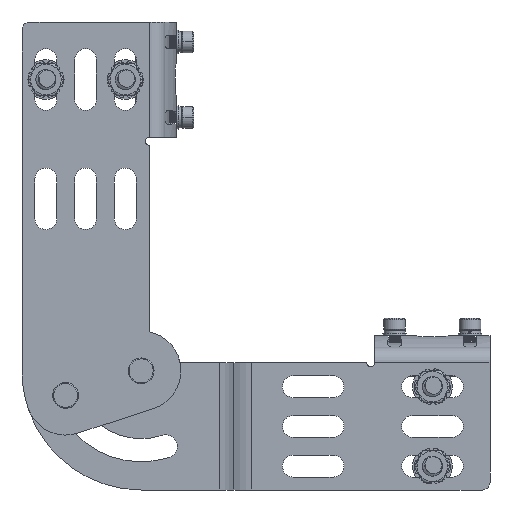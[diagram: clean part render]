
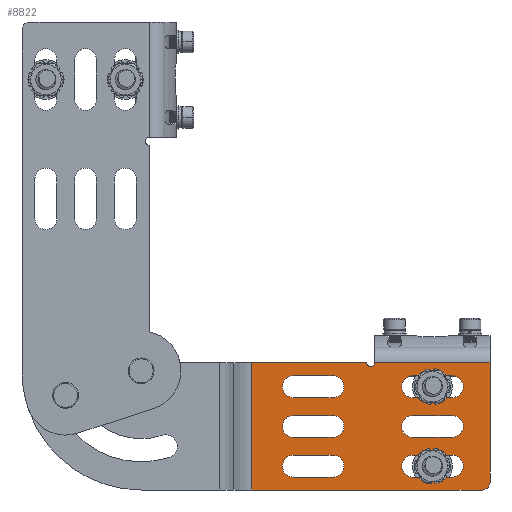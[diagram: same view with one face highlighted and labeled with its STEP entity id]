
A CAD part, front view. The second image highlights one B-rep face of the part: STEP entity #8822.
In plain terms, the highlighted planar face has unit normal (0, -1, 0).
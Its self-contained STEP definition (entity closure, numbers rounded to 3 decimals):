
#7164=DIRECTION('',(0.,0.,1.));
#7165=VECTOR('',#7164,27.);
#7166=CARTESIAN_POINT('',(0.,0.,-12.5));
#7167=LINE('',#7166,#7165);
#7176=DIRECTION('',(0.,0.,-1.));
#7177=VECTOR('',#7176,31.);
#7178=CARTESIAN_POINT('',(0.,0.,45.5));
#7179=LINE('',#7178,#7177);
#7216=DIRECTION('',(0.,0.,-1.));
#7217=VECTOR('',#7216,29.);
#7218=CARTESIAN_POINT('',(32.,0.,45.5));
#7219=LINE('',#7218,#7217);
#7236=DIRECTION('',(-1.,0.,0.));
#7237=VECTOR('',#7236,0.131);
#7238=CARTESIAN_POINT('',(32.131,0.,14.5));
#7239=LINE('',#7238,#7237);
#7276=DIRECTION('',(-1.,0.,0.));
#7277=VECTOR('',#7276,30.131);
#7278=CARTESIAN_POINT('',(32.131,0.,-14.5));
#7279=LINE('',#7278,#7277);
#7284=CARTESIAN_POINT('',(2.,0.,-12.5));
#7285=DIRECTION('',(0.,-1.,0.));
#7286=DIRECTION('',(-1.,0.,0.));
#7287=AXIS2_PLACEMENT_3D('',#7284,#7285,#7286);
#7289=DIRECTION('',(1.,0.,0.));
#7290=VECTOR('',#7289,32.);
#7291=CARTESIAN_POINT('',(0.,0.,45.5));
#7292=LINE('',#7291,#7290);
#7293=CARTESIAN_POINT('',(32.,0.,15.5));
#7294=DIRECTION('',(0.,1.,0.));
#7295=DIRECTION('',(0.,0.,-1.));
#7296=AXIS2_PLACEMENT_3D('',#7293,#7294,#7295);
#7298=DIRECTION('',(0.,0.,1.));
#7299=VECTOR('',#7298,29.);
#7300=CARTESIAN_POINT('',(32.131,0.,-14.5));
#7301=LINE('',#7300,#7299);
#7302=DIRECTION('',(0.,0.,-1.));
#7303=VECTOR('',#7302,10.);
#7304=CARTESIAN_POINT('',(3.25,0.,5.));
#7305=LINE('',#7304,#7303);
#7306=CARTESIAN_POINT('',(6.,0.,-5.));
#7307=DIRECTION('',(0.,1.,0.));
#7308=DIRECTION('',(1.,0.,0.));
#7309=AXIS2_PLACEMENT_3D('',#7306,#7307,#7308);
#7311=DIRECTION('',(0.,0.,1.));
#7312=VECTOR('',#7311,10.);
#7313=CARTESIAN_POINT('',(8.75,0.,-5.));
#7314=LINE('',#7313,#7312);
#7315=CARTESIAN_POINT('',(6.,0.,5.));
#7316=DIRECTION('',(0.,1.,0.));
#7317=DIRECTION('',(-1.,0.,0.));
#7318=AXIS2_PLACEMENT_3D('',#7315,#7316,#7317);
#7320=DIRECTION('',(0.,0.,-1.));
#7321=VECTOR('',#7320,10.);
#7322=CARTESIAN_POINT('',(13.25,0.,5.));
#7323=LINE('',#7322,#7321);
#7324=CARTESIAN_POINT('',(16.,0.,-5.));
#7325=DIRECTION('',(0.,1.,0.));
#7326=DIRECTION('',(1.,0.,0.));
#7327=AXIS2_PLACEMENT_3D('',#7324,#7325,#7326);
#7329=DIRECTION('',(0.,0.,1.));
#7330=VECTOR('',#7329,10.);
#7331=CARTESIAN_POINT('',(18.75,0.,-5.));
#7332=LINE('',#7331,#7330);
#7333=CARTESIAN_POINT('',(16.,0.,5.));
#7334=DIRECTION('',(0.,1.,0.));
#7335=DIRECTION('',(-1.,0.,0.));
#7336=AXIS2_PLACEMENT_3D('',#7333,#7334,#7335);
#7338=DIRECTION('',(0.,0.,-1.));
#7339=VECTOR('',#7338,10.);
#7340=CARTESIAN_POINT('',(23.25,0.,5.));
#7341=LINE('',#7340,#7339);
#7342=CARTESIAN_POINT('',(26.,0.,-5.));
#7343=DIRECTION('',(0.,1.,0.));
#7344=DIRECTION('',(1.,0.,0.));
#7345=AXIS2_PLACEMENT_3D('',#7342,#7343,#7344);
#7347=DIRECTION('',(0.,0.,1.));
#7348=VECTOR('',#7347,10.);
#7349=CARTESIAN_POINT('',(28.75,0.,-5.));
#7350=LINE('',#7349,#7348);
#7351=CARTESIAN_POINT('',(26.,0.,5.));
#7352=DIRECTION('',(0.,1.,0.));
#7353=DIRECTION('',(-1.,0.,0.));
#7354=AXIS2_PLACEMENT_3D('',#7351,#7352,#7353);
#7356=DIRECTION('',(0.,0.,-1.));
#7357=VECTOR('',#7356,10.);
#7358=CARTESIAN_POINT('',(3.25,0.,35.));
#7359=LINE('',#7358,#7357);
#7360=CARTESIAN_POINT('',(6.,0.,25.));
#7361=DIRECTION('',(0.,1.,0.));
#7362=DIRECTION('',(1.,0.,0.));
#7363=AXIS2_PLACEMENT_3D('',#7360,#7361,#7362);
#7365=DIRECTION('',(0.,0.,-1.));
#7366=VECTOR('',#7365,10.);
#7367=CARTESIAN_POINT('',(8.75,0.,35.));
#7368=LINE('',#7367,#7366);
#7369=CARTESIAN_POINT('',(6.,0.,35.));
#7370=DIRECTION('',(0.,1.,0.));
#7371=DIRECTION('',(-1.,0.,0.));
#7372=AXIS2_PLACEMENT_3D('',#7369,#7370,#7371);
#7374=DIRECTION('',(0.,0.,-1.));
#7375=VECTOR('',#7374,10.);
#7376=CARTESIAN_POINT('',(13.25,0.,35.));
#7377=LINE('',#7376,#7375);
#7378=CARTESIAN_POINT('',(16.,0.,25.));
#7379=DIRECTION('',(0.,1.,0.));
#7380=DIRECTION('',(1.,0.,0.));
#7381=AXIS2_PLACEMENT_3D('',#7378,#7379,#7380);
#7383=DIRECTION('',(0.,0.,-1.));
#7384=VECTOR('',#7383,10.);
#7385=CARTESIAN_POINT('',(18.75,0.,35.));
#7386=LINE('',#7385,#7384);
#7387=CARTESIAN_POINT('',(16.,0.,35.));
#7388=DIRECTION('',(0.,1.,0.));
#7389=DIRECTION('',(-1.,0.,0.));
#7390=AXIS2_PLACEMENT_3D('',#7387,#7388,#7389);
#7392=DIRECTION('',(0.,0.,-1.));
#7393=VECTOR('',#7392,10.);
#7394=CARTESIAN_POINT('',(23.25,0.,35.));
#7395=LINE('',#7394,#7393);
#7396=CARTESIAN_POINT('',(26.,0.,25.));
#7397=DIRECTION('',(0.,1.,0.));
#7398=DIRECTION('',(1.,0.,0.));
#7399=AXIS2_PLACEMENT_3D('',#7396,#7397,#7398);
#7401=DIRECTION('',(0.,0.,-1.));
#7402=VECTOR('',#7401,10.);
#7403=CARTESIAN_POINT('',(28.75,0.,35.));
#7404=LINE('',#7403,#7402);
#7405=CARTESIAN_POINT('',(26.,0.,35.));
#7406=DIRECTION('',(0.,1.,0.));
#7407=DIRECTION('',(-1.,0.,0.));
#7408=AXIS2_PLACEMENT_3D('',#7405,#7406,#7407);
#8220=CARTESIAN_POINT('',(32.131,0.,-14.5));
#8221=VERTEX_POINT('',#8220);
#8226=CARTESIAN_POINT('',(32.131,0.,14.5));
#8227=VERTEX_POINT('',#8226);
#8229=CARTESIAN_POINT('',(0.,0.,14.5));
#8231=VERTEX_POINT('',#8229);
#8256=CARTESIAN_POINT('',(3.25,0.,5.));
#8257=CARTESIAN_POINT('',(3.25,0.,-5.));
#8258=VERTEX_POINT('',#8256);
#8259=VERTEX_POINT('',#8257);
#8260=CARTESIAN_POINT('',(8.75,0.,-5.));
#8261=VERTEX_POINT('',#8260);
#8262=CARTESIAN_POINT('',(8.75,0.,5.));
#8263=VERTEX_POINT('',#8262);
#8272=CARTESIAN_POINT('',(13.25,0.,5.));
#8273=CARTESIAN_POINT('',(13.25,0.,-5.));
#8274=VERTEX_POINT('',#8272);
#8275=VERTEX_POINT('',#8273);
#8276=CARTESIAN_POINT('',(18.75,0.,-5.));
#8277=VERTEX_POINT('',#8276);
#8278=CARTESIAN_POINT('',(18.75,0.,5.));
#8279=VERTEX_POINT('',#8278);
#8288=CARTESIAN_POINT('',(23.25,0.,5.));
#8289=CARTESIAN_POINT('',(23.25,0.,-5.));
#8290=VERTEX_POINT('',#8288);
#8291=VERTEX_POINT('',#8289);
#8292=CARTESIAN_POINT('',(28.75,0.,-5.));
#8293=VERTEX_POINT('',#8292);
#8294=CARTESIAN_POINT('',(28.75,0.,5.));
#8295=VERTEX_POINT('',#8294);
#8372=CARTESIAN_POINT('',(0.,0.,-12.5));
#8373=VERTEX_POINT('',#8372);
#8374=CARTESIAN_POINT('',(2.,0.,-14.5));
#8375=VERTEX_POINT('',#8374);
#8408=CARTESIAN_POINT('',(3.25,0.,35.));
#8409=CARTESIAN_POINT('',(3.25,0.,25.));
#8410=VERTEX_POINT('',#8408);
#8411=VERTEX_POINT('',#8409);
#8412=CARTESIAN_POINT('',(8.75,0.,25.));
#8413=VERTEX_POINT('',#8412);
#8414=CARTESIAN_POINT('',(8.75,0.,35.));
#8415=VERTEX_POINT('',#8414);
#8424=CARTESIAN_POINT('',(13.25,0.,35.));
#8425=CARTESIAN_POINT('',(13.25,0.,25.));
#8426=VERTEX_POINT('',#8424);
#8427=VERTEX_POINT('',#8425);
#8428=CARTESIAN_POINT('',(18.75,0.,25.));
#8429=VERTEX_POINT('',#8428);
#8430=CARTESIAN_POINT('',(18.75,0.,35.));
#8431=VERTEX_POINT('',#8430);
#8440=CARTESIAN_POINT('',(23.25,0.,35.));
#8441=CARTESIAN_POINT('',(23.25,0.,25.));
#8442=VERTEX_POINT('',#8440);
#8443=VERTEX_POINT('',#8441);
#8444=CARTESIAN_POINT('',(28.75,0.,25.));
#8445=VERTEX_POINT('',#8444);
#8446=CARTESIAN_POINT('',(28.75,0.,35.));
#8447=VERTEX_POINT('',#8446);
#8458=CARTESIAN_POINT('',(0.,0.,45.5));
#8459=VERTEX_POINT('',#8458);
#8462=CARTESIAN_POINT('',(32.,0.,45.5));
#8463=VERTEX_POINT('',#8462);
#8468=CARTESIAN_POINT('',(32.,0.,14.5));
#8469=CARTESIAN_POINT('',(32.,0.,16.5));
#8470=VERTEX_POINT('',#8468);
#8471=VERTEX_POINT('',#8469);
#8744=CARTESIAN_POINT('',(32.131,0.,-14.5));
#8745=DIRECTION('',(0.,1.,0.));
#8746=DIRECTION('',(-1.,0.,0.));
#8747=AXIS2_PLACEMENT_3D('',#8744,#8745,#8746);
#8748=PLANE('',#8747);
#8749=ORIENTED_EDGE('',*,*,#8566,.F.);
#8750=ORIENTED_EDGE('',*,*,#8582,.T.);
#8751=ORIENTED_EDGE('',*,*,#8595,.F.);
#8753=ORIENTED_EDGE('',*,*,#8752,.T.);
#8754=ORIENTED_EDGE('',*,*,#8652,.T.);
#8755=ORIENTED_EDGE('',*,*,#8667,.F.);
#8756=ORIENTED_EDGE('',*,*,#8682,.F.);
#8758=ORIENTED_EDGE('',*,*,#8757,.F.);
#8759=ORIENTED_EDGE('',*,*,#8737,.T.);
#8760=EDGE_LOOP('',(#8749,#8750,#8751,#8753,#8754,#8755,#8756,#8758,#8759));
#8761=FACE_OUTER_BOUND('',#8760,.F.);
#8763=ORIENTED_EDGE('',*,*,#8762,.T.);
#8765=ORIENTED_EDGE('',*,*,#8764,.F.);
#8767=ORIENTED_EDGE('',*,*,#8766,.T.);
#8769=ORIENTED_EDGE('',*,*,#8768,.F.);
#8770=EDGE_LOOP('',(#8763,#8765,#8767,#8769));
#8771=FACE_BOUND('',#8770,.F.);
#8773=ORIENTED_EDGE('',*,*,#8772,.T.);
#8775=ORIENTED_EDGE('',*,*,#8774,.F.);
#8777=ORIENTED_EDGE('',*,*,#8776,.T.);
#8779=ORIENTED_EDGE('',*,*,#8778,.F.);
#8780=EDGE_LOOP('',(#8773,#8775,#8777,#8779));
#8781=FACE_BOUND('',#8780,.F.);
#8783=ORIENTED_EDGE('',*,*,#8782,.T.);
#8785=ORIENTED_EDGE('',*,*,#8784,.F.);
#8787=ORIENTED_EDGE('',*,*,#8786,.T.);
#8789=ORIENTED_EDGE('',*,*,#8788,.F.);
#8790=EDGE_LOOP('',(#8783,#8785,#8787,#8789));
#8791=FACE_BOUND('',#8790,.F.);
#8793=ORIENTED_EDGE('',*,*,#8792,.T.);
#8795=ORIENTED_EDGE('',*,*,#8794,.F.);
#8797=ORIENTED_EDGE('',*,*,#8796,.F.);
#8799=ORIENTED_EDGE('',*,*,#8798,.F.);
#8800=EDGE_LOOP('',(#8793,#8795,#8797,#8799));
#8801=FACE_BOUND('',#8800,.F.);
#8803=ORIENTED_EDGE('',*,*,#8802,.T.);
#8805=ORIENTED_EDGE('',*,*,#8804,.F.);
#8807=ORIENTED_EDGE('',*,*,#8806,.F.);
#8809=ORIENTED_EDGE('',*,*,#8808,.F.);
#8810=EDGE_LOOP('',(#8803,#8805,#8807,#8809));
#8811=FACE_BOUND('',#8810,.F.);
#8813=ORIENTED_EDGE('',*,*,#8812,.T.);
#8815=ORIENTED_EDGE('',*,*,#8814,.F.);
#8817=ORIENTED_EDGE('',*,*,#8816,.F.);
#8819=ORIENTED_EDGE('',*,*,#8818,.F.);
#8820=EDGE_LOOP('',(#8813,#8815,#8817,#8819));
#8821=FACE_BOUND('',#8820,.F.);
#8822=ADVANCED_FACE('',(#8761,#8771,#8781,#8791,#8801,#8811,#8821),#8748,.F.);
#7288=CIRCLE('',#7287,2.);
#7297=CIRCLE('',#7296,1.);
#7310=CIRCLE('',#7309,2.75);
#7319=CIRCLE('',#7318,2.75);
#7328=CIRCLE('',#7327,2.75);
#7337=CIRCLE('',#7336,2.75);
#7346=CIRCLE('',#7345,2.75);
#7355=CIRCLE('',#7354,2.75);
#7364=CIRCLE('',#7363,2.75);
#7373=CIRCLE('',#7372,2.75);
#7382=CIRCLE('',#7381,2.75);
#7391=CIRCLE('',#7390,2.75);
#7400=CIRCLE('',#7399,2.75);
#7409=CIRCLE('',#7408,2.75);
#8566=EDGE_CURVE('',#8373,#8375,#7288,.T.);
#8582=EDGE_CURVE('',#8373,#8231,#7167,.T.);
#8595=EDGE_CURVE('',#8459,#8231,#7179,.T.);
#8652=EDGE_CURVE('',#8463,#8471,#7219,.T.);
#8667=EDGE_CURVE('',#8470,#8471,#7297,.T.);
#8682=EDGE_CURVE('',#8227,#8470,#7239,.T.);
#8737=EDGE_CURVE('',#8221,#8375,#7279,.T.);
#8752=EDGE_CURVE('',#8459,#8463,#7292,.T.);
#8757=EDGE_CURVE('',#8221,#8227,#7301,.T.);
#8762=EDGE_CURVE('',#8258,#8259,#7305,.T.);
#8764=EDGE_CURVE('',#8261,#8259,#7310,.T.);
#8766=EDGE_CURVE('',#8261,#8263,#7314,.T.);
#8768=EDGE_CURVE('',#8258,#8263,#7319,.T.);
#8772=EDGE_CURVE('',#8274,#8275,#7323,.T.);
#8774=EDGE_CURVE('',#8277,#8275,#7328,.T.);
#8776=EDGE_CURVE('',#8277,#8279,#7332,.T.);
#8778=EDGE_CURVE('',#8274,#8279,#7337,.T.);
#8782=EDGE_CURVE('',#8290,#8291,#7341,.T.);
#8784=EDGE_CURVE('',#8293,#8291,#7346,.T.);
#8786=EDGE_CURVE('',#8293,#8295,#7350,.T.);
#8788=EDGE_CURVE('',#8290,#8295,#7355,.T.);
#8792=EDGE_CURVE('',#8410,#8411,#7359,.T.);
#8794=EDGE_CURVE('',#8413,#8411,#7364,.T.);
#8796=EDGE_CURVE('',#8415,#8413,#7368,.T.);
#8798=EDGE_CURVE('',#8410,#8415,#7373,.T.);
#8802=EDGE_CURVE('',#8426,#8427,#7377,.T.);
#8804=EDGE_CURVE('',#8429,#8427,#7382,.T.);
#8806=EDGE_CURVE('',#8431,#8429,#7386,.T.);
#8808=EDGE_CURVE('',#8426,#8431,#7391,.T.);
#8812=EDGE_CURVE('',#8442,#8443,#7395,.T.);
#8814=EDGE_CURVE('',#8445,#8443,#7400,.T.);
#8816=EDGE_CURVE('',#8447,#8445,#7404,.T.);
#8818=EDGE_CURVE('',#8442,#8447,#7409,.T.);
